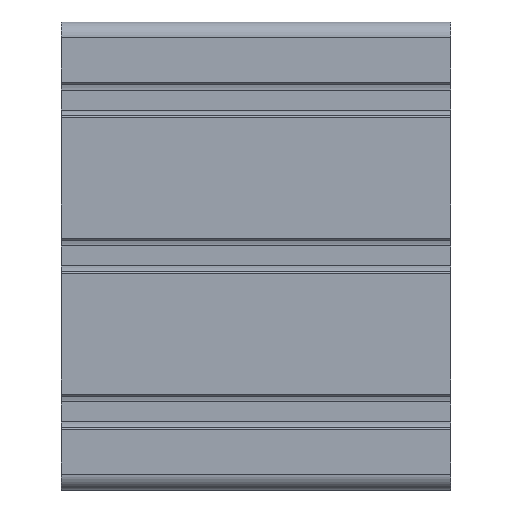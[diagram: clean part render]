
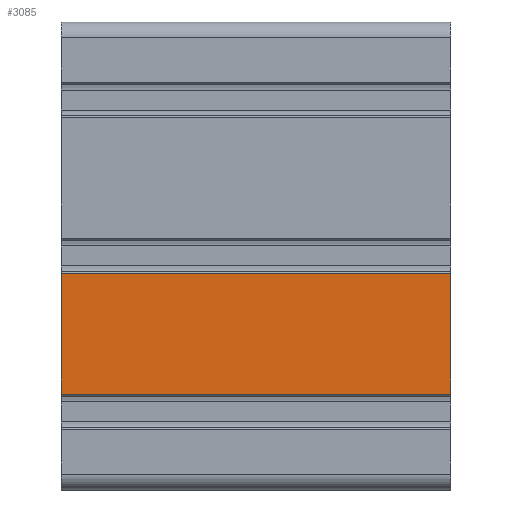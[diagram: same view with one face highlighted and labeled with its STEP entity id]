
A CAD part, top view. The second image highlights one B-rep face of the part: STEP entity #3085.
In plain terms, the highlighted planar face has unit normal (0, 0, 1).
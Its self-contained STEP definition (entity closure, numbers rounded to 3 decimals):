
#289 = VERTEX_POINT ( 'NONE', #4078 ) ;
#531 = EDGE_LOOP ( 'NONE', ( #3237, #3414, #4640, #5013 ) ) ;
#670 = LINE ( 'NONE', #2063, #1719 ) ;
#756 = DIRECTION ( 'NONE',  ( 0., -1., 0. ) ) ;
#856 = DIRECTION ( 'NONE',  ( 0., -1., 0. ) ) ;
#1174 = CARTESIAN_POINT ( 'NONE',  ( 59.184, 50.348, 20.106 ) ) ;
#1175 = VECTOR ( 'NONE', #856, 1000. ) ;
#1523 = DIRECTION ( 'NONE',  ( 0., 0., -1. ) ) ;
#1719 = VECTOR ( 'NONE', #3015, 1000. ) ;
#1921 = VECTOR ( 'NONE', #2064, 1000. ) ;
#2063 = CARTESIAN_POINT ( 'NONE',  ( 59.184, 19.448, 20.106 ) ) ;
#2064 = DIRECTION ( 'NONE',  ( -1., 0., 0. ) ) ;
#2235 = CARTESIAN_POINT ( 'NONE',  ( -40.816, 50.348, 20.106 ) ) ;
#2244 = CARTESIAN_POINT ( 'NONE',  ( 59.184, 19.448, 20.106 ) ) ;
#2361 = VERTEX_POINT ( 'NONE', #2244 ) ;
#2387 = DIRECTION ( 'NONE',  ( -1., 0., 0. ) ) ;
#2433 = VERTEX_POINT ( 'NONE', #4657 ) ;
#2612 = CARTESIAN_POINT ( 'NONE',  ( 59.184, 50.348, 20.106 ) ) ;
#2695 = EDGE_CURVE ( 'NONE', #3512, #2361, #4837, .T. ) ;
#3015 = DIRECTION ( 'NONE',  ( -1., 0., 0. ) ) ;
#3085 = ADVANCED_FACE ( 'NONE', ( #5034 ), #3774, .F. ) ;
#3237 = ORIENTED_EDGE ( 'NONE', *, *, #3727, .T. ) ;
#3414 = ORIENTED_EDGE ( 'NONE', *, *, #4687, .F. ) ;
#3508 = LINE ( 'NONE', #2235, #1175 ) ;
#3512 = VERTEX_POINT ( 'NONE', #4910 ) ;
#3697 = LINE ( 'NONE', #1174, #1921 ) ;
#3727 = EDGE_CURVE ( 'NONE', #2433, #289, #3508, .T. ) ;
#3774 = PLANE ( 'NONE',  #4695 ) ;
#3904 = VECTOR ( 'NONE', #756, 1000. ) ;
#4078 = CARTESIAN_POINT ( 'NONE',  ( -40.816, 19.448, 20.106 ) ) ;
#4640 = ORIENTED_EDGE ( 'NONE', *, *, #2695, .F. ) ;
#4657 = CARTESIAN_POINT ( 'NONE',  ( -40.816, 50.348, 20.106 ) ) ;
#4687 = EDGE_CURVE ( 'NONE', #2361, #289, #670, .T. ) ;
#4695 = AXIS2_PLACEMENT_3D ( 'NONE', #4702, #1523, #2387 ) ;
#4702 = CARTESIAN_POINT ( 'NONE',  ( 59.184, 50.348, 20.106 ) ) ;
#4837 = LINE ( 'NONE', #2612, #3904 ) ;
#4910 = CARTESIAN_POINT ( 'NONE',  ( 59.184, 50.348, 20.106 ) ) ;
#5013 = ORIENTED_EDGE ( 'NONE', *, *, #5263, .T. ) ;
#5034 = FACE_OUTER_BOUND ( 'NONE', #531, .T. ) ;
#5263 = EDGE_CURVE ( 'NONE', #3512, #2433, #3697, .T. ) ;
